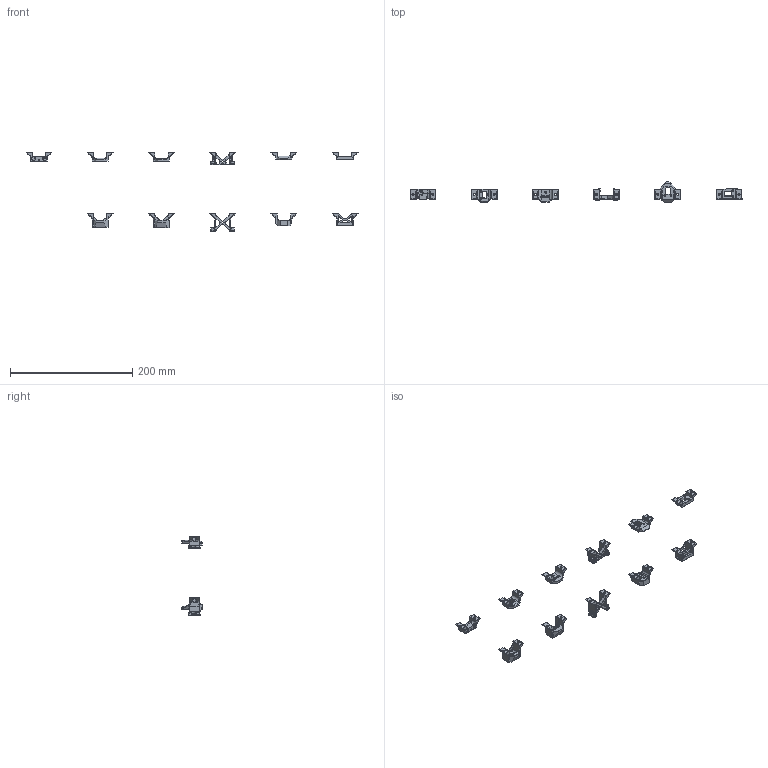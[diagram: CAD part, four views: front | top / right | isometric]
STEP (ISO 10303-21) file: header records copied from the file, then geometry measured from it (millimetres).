
FILE_DESCRIPTION(/* description */ ('STEP AP242','CAx-IF Rec.Pracs.---Representation and Presentation of Product Manufacturing Information (PMI)---4.0---2014-10-13','CAx-IF Rec.Pracs.---3D Tessellated Geometry---0.4---2014-09-14','2;1'),/* implementation_level */ '2;1');
FILE_NAME(/* name */ '658218dd9914f704c39cf9c5',/* time_stamp */ '2023-12-19T22:27:44Z',/* author */ (''),/* organization */ (''),/* preprocessor_version */ 'ST-DEVELOPER v19.4',/* originating_system */ ' ',/* authorisation */ ' ');
FILE_SCHEMA (('AP242_MANAGED_MODEL_BASED_3D_ENGINEERING_MIM_LF { 1 0 10303 442 1 1 4 }'));
Products named in the file (11): Klicky_PCB_Module_UHF; Klicky_Module; Klicky_Module_UHF; Beacon_Module_UHF; KlickyNG_Module; Klicky_PCB_Module; Euclid_Module; Euclid_Module_UHF; Euclid_Module_90; Euclid_Module_90_UHF; Beacon_Module
Bounding box: 542.26 x 33.05 x 128.77 mm (x, y, z)
Volume: 45196.7 mm3; surface area: 37054.5 mm2
Topology: 11 solids, 11 shells, 2099 faces, 5362 edges, 3252 vertices
Faces by surface type: plane 1470, cylinder 348, cone 192, bspline 47, torus 40, sphere 2
Full cylindrical faces by diameter (mm): 1.6 x1, 1.9 x2, 2 x1, 2.385 x4, 2.4 x6, 2.5 x16, 3 x6, 3.4 x22, 4.7 x4
Entity records: 63384 total; most frequent: CARTESIAN_POINT 13144, ORIENTED_EDGE 10442, DIRECTION 10108, EDGE_CURVE 5221, LINE 3768, VECTOR 3768, VERTEX_POINT 3216, AXIS2_PLACEMENT_3D 3170
